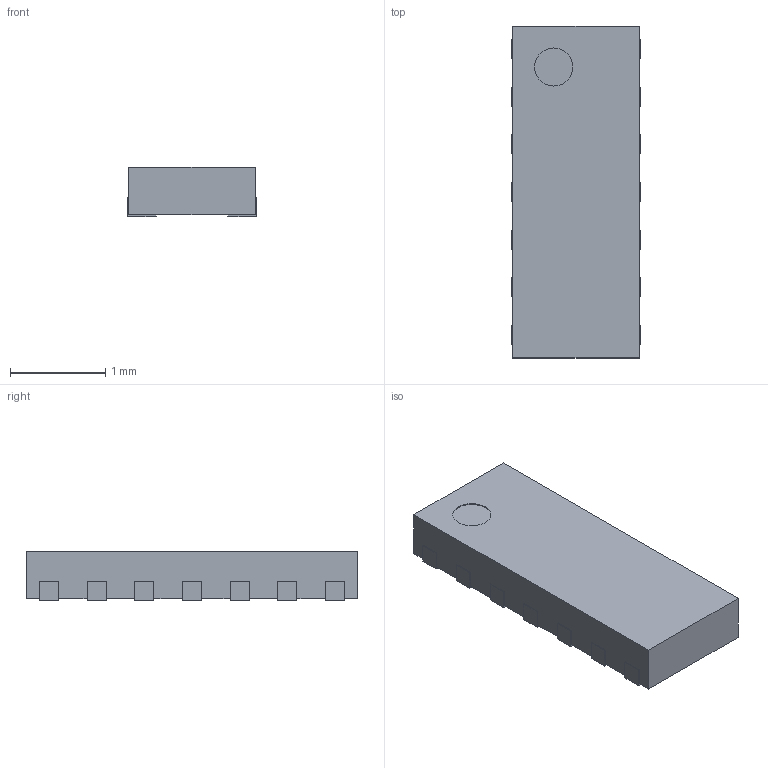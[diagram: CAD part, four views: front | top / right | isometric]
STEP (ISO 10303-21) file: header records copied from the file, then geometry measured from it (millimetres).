
FILE_DESCRIPTION(/* description */ ('model of UDFN-14_1.35x3.5mm_Pitch0.5mm'),/* implementation_level */ '2;1');
FILE_NAME(/* name */ 'UDFN-14_1.35x3.5mm_Pitch0.5mm.step',/* time_stamp */ '2020-08-27T21:26:46',/* author */ ('kicad StepUp','ksu'),/* organization */ ('FreeCAD'),/* preprocessor_version */ 'OCC',/* originating_system */ 'kicad StepUp',/* authorisation */ '');
FILE_SCHEMA(('AUTOMOTIVE_DESIGN { 1 0 10303 214 1 1 1 1 }'));
Length unit declared in the file: millimetre
Products named in the file (1): UDFN_14_135x35mm_Pitch05mm
Bounding box: 1.35 x 3.48 x 0.52 mm (x, y, z)
Volume: 2.3 mm3; surface area: 14.5 mm2
Topology: 1 solids, 1 shells, 92 faces, 267 edges, 178 vertices
Faces by surface type: plane 91, cylinder 1
Full cylindrical faces by diameter (mm): 0.4 x1
Entity records: 7021 total; most frequent: CARTESIAN_POINT 1162, DIRECTION 904, LINE 713, VECTOR 713, ORIENTED_EDGE 534, PCURVE 534, DEFINITIONAL_REPRESENTATION 534, EDGE_CURVE 267
